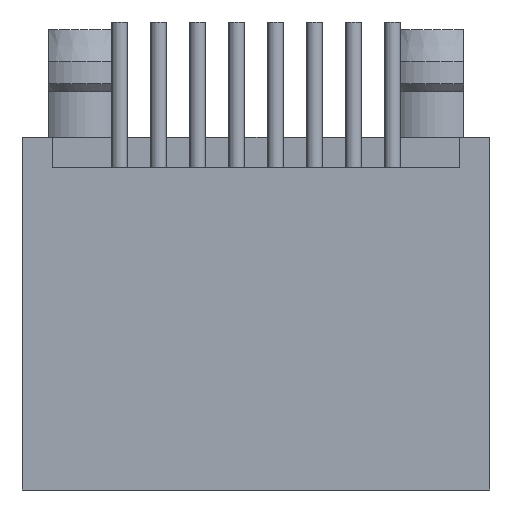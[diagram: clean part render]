
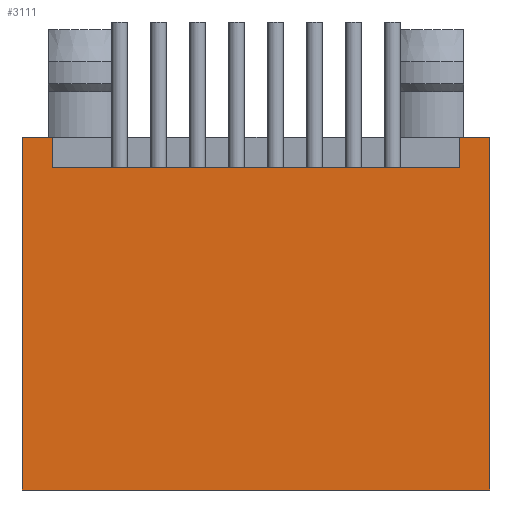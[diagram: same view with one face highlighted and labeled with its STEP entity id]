
A CAD part, front view. The second image highlights one B-rep face of the part: STEP entity #3111.
In plain terms, the highlighted planar face has unit normal (0, -1, 0).
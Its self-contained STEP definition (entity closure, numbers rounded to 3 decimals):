
#13=DIRECTION('',(1.,0.,0.));
#14=VECTOR('',#13,15.24);
#15=CARTESIAN_POINT('',(-7.62,-18.,0.));
#16=LINE('3708',#15,#14);
#889=DIRECTION('',(0.,0.,1.));
#890=VECTOR('',#889,11.5);
#891=CARTESIAN_POINT('',(7.62,-18.,0.));
#892=LINE('3712',#891,#890);
#925=DIRECTION('',(1.,0.,0.));
#926=VECTOR('',#925,1.);
#927=CARTESIAN_POINT('',(6.62,-18.,11.5));
#928=LINE('3766',#927,#926);
#941=DIRECTION('',(1.,0.,0.));
#942=VECTOR('',#941,1.);
#943=CARTESIAN_POINT('',(-7.62,-18.,11.5));
#944=LINE('3765',#943,#942);
#949=DIRECTION('',(1.,0.,0.));
#950=VECTOR('',#949,13.24);
#951=CARTESIAN_POINT('',(-6.62,-18.,10.5));
#952=LINE('3762',#951,#950);
#953=DIRECTION('',(0.,0.,-1.));
#954=VECTOR('',#953,1.);
#955=CARTESIAN_POINT('',(6.62,-18.,11.5));
#956=LINE('3763',#955,#954);
#957=DIRECTION('',(0.,0.,1.));
#958=VECTOR('',#957,11.5);
#959=CARTESIAN_POINT('',(-7.62,-18.,0.));
#960=LINE('3711',#959,#958);
#961=DIRECTION('',(0.,0.,-1.));
#962=VECTOR('',#961,1.);
#963=CARTESIAN_POINT('',(-6.62,-18.,11.5));
#964=LINE('3764',#963,#962);
#2054=CARTESIAN_POINT('',(-7.62,-18.,0.));
#2056=VERTEX_POINT('',#2054);
#2057=CARTESIAN_POINT('',(7.62,-18.,0.));
#2058=VERTEX_POINT('',#2057);
#2063=CARTESIAN_POINT('',(-7.62,-18.,11.5));
#2064=VERTEX_POINT('',#2063);
#2065=CARTESIAN_POINT('',(7.62,-18.,11.5));
#2066=VERTEX_POINT('',#2065);
#2137=CARTESIAN_POINT('',(6.62,-18.,11.5));
#2139=VERTEX_POINT('',#2137);
#2143=CARTESIAN_POINT('',(-6.62,-18.,11.5));
#2144=VERTEX_POINT('',#2143);
#2145=CARTESIAN_POINT('',(-6.62,-18.,10.5));
#2146=CARTESIAN_POINT('',(6.62,-18.,10.5));
#2147=VERTEX_POINT('',#2145);
#2148=VERTEX_POINT('',#2146);
#3092=CARTESIAN_POINT('',(-7.62,-18.,0.));
#3093=DIRECTION('',(0.,-1.,0.));
#3094=DIRECTION('',(1.,0.,0.));
#3095=AXIS2_PLACEMENT_3D('',#3092,#3093,#3094);
#3096=PLANE('3578',#3095);
#3098=ORIENTED_EDGE('3762',*,*,#3097,.T.);
#3100=ORIENTED_EDGE('3763',*,*,#3099,.F.);
#3101=ORIENTED_EDGE('3766',*,*,#3077,.T.);
#3102=ORIENTED_EDGE('3712',*,*,#3020,.F.);
#3103=ORIENTED_EDGE('3708',*,*,#2484,.F.);
#3105=ORIENTED_EDGE('3711',*,*,#3104,.T.);
#3106=ORIENTED_EDGE('3765',*,*,#3085,.T.);
#3108=ORIENTED_EDGE('3764',*,*,#3107,.T.);
#3109=EDGE_LOOP('3578',(#3098,#3100,#3101,#3102,#3103,#3105,#3106,#3108));
#3110=FACE_OUTER_BOUND('3578',#3109,.F.);
#3111=ADVANCED_FACE('3578',(#3110),#3096,.T.);
#2484=EDGE_CURVE('3708',#2056,#2058,#16,.T.);
#3020=EDGE_CURVE('3712',#2058,#2066,#892,.T.);
#3077=EDGE_CURVE('3766',#2139,#2066,#928,.T.);
#3085=EDGE_CURVE('3765',#2064,#2144,#944,.T.);
#3097=EDGE_CURVE('3762',#2147,#2148,#952,.T.);
#3099=EDGE_CURVE('3763',#2139,#2148,#956,.T.);
#3104=EDGE_CURVE('3711',#2056,#2064,#960,.T.);
#3107=EDGE_CURVE('3764',#2144,#2147,#964,.T.);
